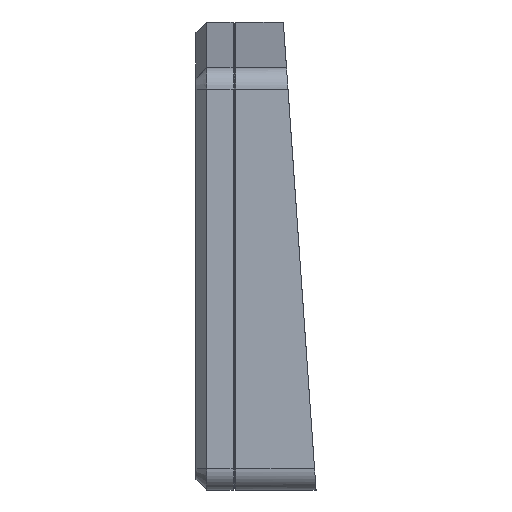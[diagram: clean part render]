
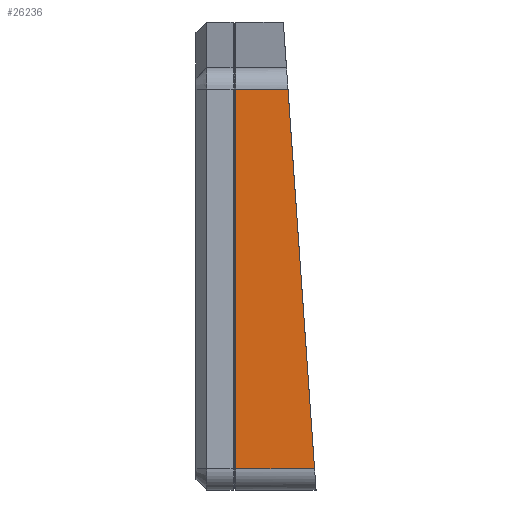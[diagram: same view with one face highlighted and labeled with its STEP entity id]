
A CAD part, left-side view. The second image highlights one B-rep face of the part: STEP entity #26236.
In plain terms, the highlighted planar face has unit normal (-1, 0, 0).
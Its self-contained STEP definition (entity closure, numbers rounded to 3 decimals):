
#207 = EDGE_CURVE ( 'NONE', #32817, #30754, #3464, .T. ) ;
#664 = DIRECTION ( 'NONE',  ( 0., 0., -1. ) ) ;
#2651 = VECTOR ( 'NONE', #32250, 1000. ) ;
#3188 = VECTOR ( 'NONE', #18064, 1000. ) ;
#3464 = LINE ( 'NONE', #23878, #2651 ) ;
#5660 = LINE ( 'NONE', #18347, #24328 ) ;
#6586 = ORIENTED_EDGE ( 'NONE', *, *, #14588, .T. ) ;
#8476 = VERTEX_POINT ( 'NONE', #29458 ) ;
#11587 = PLANE ( 'NONE',  #14035 ) ;
#12240 = CARTESIAN_POINT ( 'NONE',  ( -124.203, -0.3, 44.575 ) ) ;
#12390 = CARTESIAN_POINT ( 'NONE',  ( -124.203, 9., -44.575 ) ) ;
#12649 = VECTOR ( 'NONE', #24258, 1000. ) ;
#14035 = AXIS2_PLACEMENT_3D ( 'NONE', #24139, #23981, #664 ) ;
#14588 = EDGE_CURVE ( 'NONE', #30754, #8476, #20464, .T. ) ;
#15736 = CARTESIAN_POINT ( 'NONE',  ( -124.203, -13.922, 25.687 ) ) ;
#18064 = DIRECTION ( 'NONE',  ( 0., -1., 0. ) ) ;
#18347 = CARTESIAN_POINT ( 'NONE',  ( -124.203, 9., 44.575 ) ) ;
#18444 = CARTESIAN_POINT ( 'NONE',  ( -124.203, -12.602, 44.575 ) ) ;
#19475 = ORIENTED_EDGE ( 'NONE', *, *, #207, .T. ) ;
#20450 = ORIENTED_EDGE ( 'NONE', *, *, #31618, .T. ) ;
#20464 = LINE ( 'NONE', #12390, #3188 ) ;
#20754 = VERTEX_POINT ( 'NONE', #18444 ) ;
#21860 = LINE ( 'NONE', #15736, #12649 ) ;
#23174 = EDGE_CURVE ( 'NONE', #20754, #8476, #21860, .T. ) ;
#23878 = CARTESIAN_POINT ( 'NONE',  ( -124.203, -0.3, -44.575 ) ) ;
#23981 = DIRECTION ( 'NONE',  ( 1., 0., 0. ) ) ;
#24139 = CARTESIAN_POINT ( 'NONE',  ( -124.203, 9., -49.575 ) ) ;
#24243 = CARTESIAN_POINT ( 'NONE',  ( -124.203, -0.3, -44.575 ) ) ;
#24258 = DIRECTION ( 'NONE',  ( 0., -0.07, -0.998 ) ) ;
#24328 = VECTOR ( 'NONE', #26555, 1000. ) ;
#24765 = ORIENTED_EDGE ( 'NONE', *, *, #23174, .F. ) ;
#26197 = EDGE_LOOP ( 'NONE', ( #20450, #19475, #6586, #24765 ) ) ;
#26236 = ADVANCED_FACE ( 'NONE', ( #32519 ), #11587, .F. ) ;
#26555 = DIRECTION ( 'NONE',  ( 0., 1., 0. ) ) ;
#29458 = CARTESIAN_POINT ( 'NONE',  ( -124.203, -18.836, -44.575 ) ) ;
#30754 = VERTEX_POINT ( 'NONE', #24243 ) ;
#31618 = EDGE_CURVE ( 'NONE', #20754, #32817, #5660, .T. ) ;
#32250 = DIRECTION ( 'NONE',  ( 0., 0., -1. ) ) ;
#32519 = FACE_OUTER_BOUND ( 'NONE', #26197, .T. ) ;
#32817 = VERTEX_POINT ( 'NONE', #12240 ) ;
